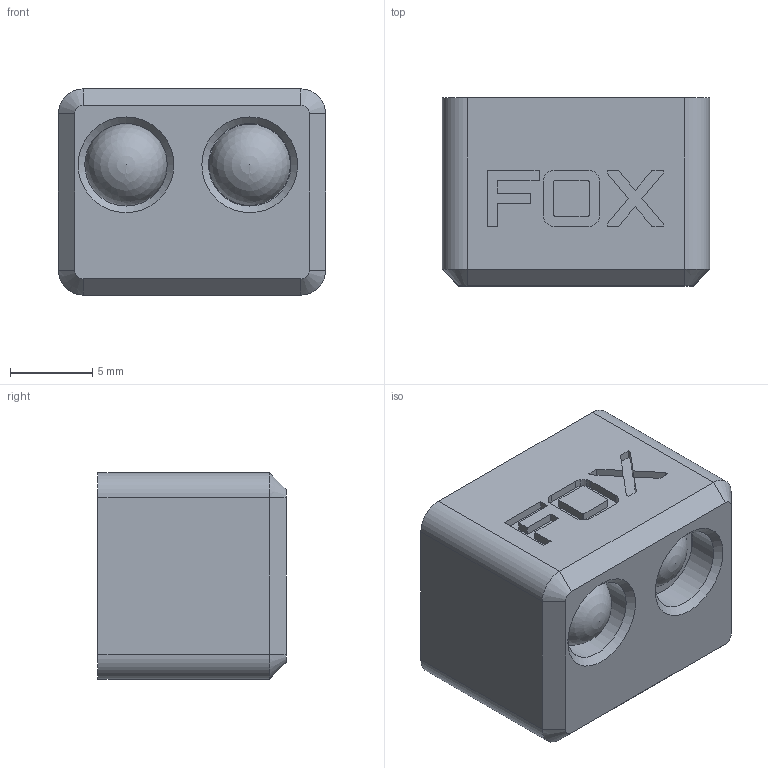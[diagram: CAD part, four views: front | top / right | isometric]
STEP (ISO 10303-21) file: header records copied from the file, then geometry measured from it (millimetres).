
FILE_DESCRIPTION(/* description */ ('STEP AP242','CAx-IF Rec.Pracs.---Representation and Presentation of Product Manufacturing Information (PMI)---4.0---2014-10-13','CAx-IF Rec.Pracs.---3D Tessellated Geometry---0.4---2014-09-14','2;1'),/* implementation_level */ '2;1');
FILE_NAME(/* name */ '67080665f2a7a804d8003e70',/* time_stamp */ '2024-10-10T16:52:53Z',/* author */ (''),/* organization */ (''),/* preprocessor_version */ 'ST-DEVELOPER v20',/* originating_system */ ' ',/* authorisation */ ' ');
FILE_SCHEMA (('AP242_MANAGED_MODEL_BASED_3D_ENGINEERING_MIM_LF { 1 0 10303 442 1 1 4 }'));
Length unit declared in the file: metre
Products named in the file (1): SensorMini
Bounding box: 16.2 x 11.4 x 12.5 mm (x, y, z)
Volume: 1903.2 mm3; surface area: 1499.2 mm2
Topology: 1 solids, 2 shells, 100 faces, 257 edges, 168 vertices
Faces by surface type: plane 65, cylinder 27, cone 6, sphere 2
Full cylindrical faces by diameter (mm): 5 x3
Entity records: 2984 total; most frequent: CARTESIAN_POINT 513, DIRECTION 510, ORIENTED_EDGE 494, EDGE_CURVE 247, LINE 186, VECTOR 186, VERTEX_POINT 165, AXIS2_PLACEMENT_3D 162
